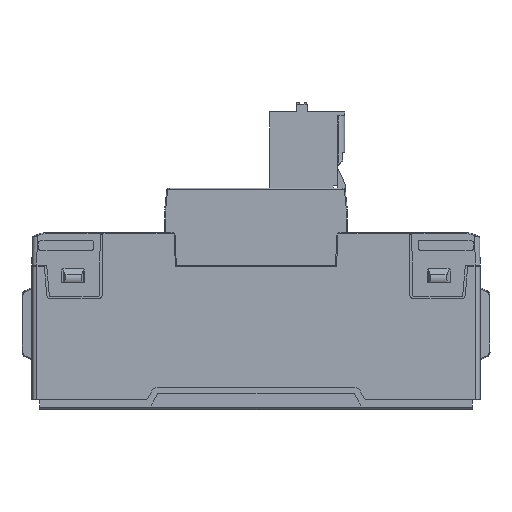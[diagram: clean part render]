
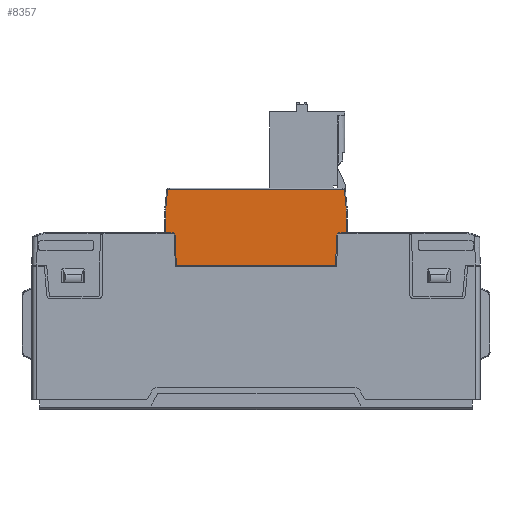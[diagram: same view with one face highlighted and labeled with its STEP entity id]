
A CAD part, left-side view. The second image highlights one B-rep face of the part: STEP entity #8357.
In plain terms, the highlighted free-form (B-spline) face has degree [1, 1] with [2, 2] control points.
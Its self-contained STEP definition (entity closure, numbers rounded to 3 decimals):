
#5731=CARTESIAN_POINT('',(-8.9,-16.643,35.58));
#5732=VERTEX_POINT('',#5731);
#5765=CARTESIAN_POINT('',(-8.9,-18.15,35.58));
#5766=VERTEX_POINT('',#5765);
#5774=CARTESIAN_POINT('',(-8.9,-16.643,35.58));
#5775=DIRECTION('',(0.,-1.0,0.0));
#5776=VECTOR('',#5775,1.507);
#5777=LINE('',#5774,#5776);
#5778=EDGE_CURVE('',#5732,#5766,#5777,.T.);
#5879=CARTESIAN_POINT('',(-8.9,16.657,35.58));
#5880=VERTEX_POINT('',#5879);
#5887=CARTESIAN_POINT('',(-8.9,18.15,35.58));
#5888=VERTEX_POINT('',#5887);
#5889=CARTESIAN_POINT('',(-8.9,18.15,35.58));
#5890=DIRECTION('',(0.,-1.0,0.0));
#5891=VECTOR('',#5890,1.493);
#5892=LINE('',#5889,#5891);
#5893=EDGE_CURVE('',#5888,#5880,#5892,.T.);
#6505=CARTESIAN_POINT('',(-8.9,-18.101,40.556));
#6506=VERTEX_POINT('',#6505);
#6507=CARTESIAN_POINT('',(-8.9,-18.15,39.581));
#6508=VERTEX_POINT('',#6507);
#6509=CARTESIAN_POINT('',(-8.9,-8.35,39.581));
#6510=DIRECTION('',(1.0,0.,0.));
#6511=DIRECTION('',(0.,-0.999,0.05));
#6512=AXIS2_PLACEMENT_3D('',#6509,#6510,#6511);
#6513=CIRCLE('',#6512,9.8);
#6514=EDGE_CURVE('',#6506,#6508,#6513,.T.);
#6539=CARTESIAN_POINT('',(-8.9,-18.15,39.581));
#6540=DIRECTION('',(0.,0.,-1.0));
#6541=VECTOR('',#6540,4.001);
#6542=LINE('',#6539,#6541);
#6543=EDGE_CURVE('',#6508,#5766,#6542,.T.);
#6561=CARTESIAN_POINT('',(-8.9,18.15,39.581));
#6562=VERTEX_POINT('',#6561);
#6563=CARTESIAN_POINT('',(-8.9,18.15,35.58));
#6564=DIRECTION('',(0.0,0.0,1.0));
#6565=VECTOR('',#6564,4.001);
#6566=LINE('',#6563,#6565);
#6567=EDGE_CURVE('',#5888,#6562,#6566,.T.);
#6596=CARTESIAN_POINT('',(-8.9,18.101,40.556));
#6597=VERTEX_POINT('',#6596);
#6598=CARTESIAN_POINT('',(-8.9,8.35,39.581));
#6599=DIRECTION('',(1.,0.,0.));
#6600=DIRECTION('',(0.,0.999,0.05));
#6601=AXIS2_PLACEMENT_3D('',#6598,#6599,#6600);
#6602=CIRCLE('',#6601,9.8);
#6603=EDGE_CURVE('',#6562,#6597,#6602,.T.);
#6628=CARTESIAN_POINT('',(-8.9,-17.756,44.01));
#6629=VERTEX_POINT('',#6628);
#6637=CARTESIAN_POINT('',(-8.9,-17.756,44.01));
#6638=DIRECTION('',(0.0,-0.1,-0.995));
#6639=VECTOR('',#6638,3.471);
#6640=LINE('',#6637,#6639);
#6641=EDGE_CURVE('',#6629,#6506,#6640,.T.);
#6705=CARTESIAN_POINT('',(-8.9,17.756,44.01));
#6706=VERTEX_POINT('',#6705);
#6723=CARTESIAN_POINT('',(-8.9,18.101,40.556));
#6724=DIRECTION('',(0.0,-0.1,0.995));
#6725=VECTOR('',#6724,3.471);
#6726=LINE('',#6723,#6725);
#6727=EDGE_CURVE('',#6597,#6706,#6726,.T.);
#7083=CARTESIAN_POINT('',(-8.9,-17.458,44.28));
#7084=VERTEX_POINT('',#7083);
#7092=CARTESIAN_POINT('',(-8.9,-17.458,43.98));
#7093=DIRECTION('',(1.0,0.,0.));
#7094=DIRECTION('',(0.,-0.671,0.741));
#7095=AXIS2_PLACEMENT_3D('',#7092,#7093,#7094);
#7096=CIRCLE('',#7095,0.3);
#7097=EDGE_CURVE('',#7084,#6629,#7096,.T.);
#7158=CARTESIAN_POINT('',(-8.9,17.458,44.28));
#7159=VERTEX_POINT('',#7158);
#7175=CARTESIAN_POINT('',(-8.9,17.458,43.98));
#7176=DIRECTION('',(1.0,0.,0.));
#7177=DIRECTION('',(0.,0.671,0.741));
#7178=AXIS2_PLACEMENT_3D('',#7175,#7176,#7177);
#7179=CIRCLE('',#7178,0.3);
#7180=EDGE_CURVE('',#6706,#7159,#7179,.T.);
#7362=CARTESIAN_POINT('',(-8.9,17.458,44.28));
#7363=DIRECTION('',(0.0,-1.0,0.0));
#7364=VECTOR('',#7363,34.915);
#7365=LINE('',#7362,#7364);
#7366=EDGE_CURVE('',#7159,#7084,#7365,.T.);
#8215=CARTESIAN_POINT('',(-8.9,16.148,35.08));
#8216=VERTEX_POINT('',#8215);
#8223=CARTESIAN_POINT('',(-8.9,16.657,35.58));
#8224=DIRECTION('',(0.0,-0.713,-0.701));
#8225=VECTOR('',#8224,0.713);
#8226=LINE('',#8223,#8225);
#8227=EDGE_CURVE('',#5880,#8216,#8226,.T.);
#8308=CARTESIAN_POINT('',(-8.9,18.15,44.28));
#8309=CARTESIAN_POINT('',(-8.9,18.15,28.98));
#8310=CARTESIAN_POINT('',(-8.9,-18.15,44.28));
#8311=CARTESIAN_POINT('',(-8.9,-18.15,28.98));
#8312=B_SPLINE_SURFACE_WITH_KNOTS('',1,1,((#8308,#8310),(#8309,#8311)),.UNSPECIFIED.,.F.,.F.,.U.,(2,2),(2,2),(0.0,15.3),(0.0,36.3),.UNSPECIFIED.);
#8313=ORIENTED_EDGE('',*,*,#8227,.T.);
#8314=CARTESIAN_POINT('',(-8.9,16.041,28.98));
#8315=VERTEX_POINT('',#8314);
#8316=CARTESIAN_POINT('',(-8.9,16.148,35.08));
#8317=DIRECTION('',(0.0,-0.017,-1.));
#8318=VECTOR('',#8317,6.101);
#8319=LINE('',#8316,#8318);
#8320=EDGE_CURVE('',#8216,#8315,#8319,.T.);
#8321=ORIENTED_EDGE('',*,*,#8320,.T.);
#8322=CARTESIAN_POINT('',(-8.9,-16.028,28.98));
#8323=VERTEX_POINT('',#8322);
#8324=CARTESIAN_POINT('',(-8.9,16.041,28.98));
#8325=DIRECTION('',(0.,-1.0,0.));
#8326=VECTOR('',#8325,32.07);
#8327=LINE('',#8324,#8326);
#8328=EDGE_CURVE('',#8315,#8323,#8327,.T.);
#8329=ORIENTED_EDGE('',*,*,#8328,.T.);
#8330=CARTESIAN_POINT('',(-8.9,-16.135,35.08));
#8331=VERTEX_POINT('',#8330);
#8332=CARTESIAN_POINT('',(-8.9,-16.135,35.08));
#8333=DIRECTION('',(0.,0.017,-1.));
#8334=VECTOR('',#8333,6.101);
#8335=LINE('',#8332,#8334);
#8336=EDGE_CURVE('',#8331,#8323,#8335,.T.);
#8337=ORIENTED_EDGE('',*,*,#8336,.F.);
#8338=CARTESIAN_POINT('',(-8.9,-16.135,35.08));
#8339=DIRECTION('',(0.0,-0.713,0.701));
#8340=VECTOR('',#8339,0.713);
#8341=LINE('',#8338,#8340);
#8342=EDGE_CURVE('',#8331,#5732,#8341,.T.);
#8343=ORIENTED_EDGE('',*,*,#8342,.T.);
#8344=ORIENTED_EDGE('',*,*,#5778,.T.);
#8345=ORIENTED_EDGE('',*,*,#6543,.F.);
#8346=ORIENTED_EDGE('',*,*,#6514,.F.);
#8347=ORIENTED_EDGE('',*,*,#6641,.F.);
#8348=ORIENTED_EDGE('',*,*,#7097,.F.);
#8349=ORIENTED_EDGE('',*,*,#7366,.F.);
#8350=ORIENTED_EDGE('',*,*,#7180,.F.);
#8351=ORIENTED_EDGE('',*,*,#6727,.F.);
#8352=ORIENTED_EDGE('',*,*,#6603,.F.);
#8353=ORIENTED_EDGE('',*,*,#6567,.F.);
#8354=ORIENTED_EDGE('',*,*,#5893,.T.);
#8355=EDGE_LOOP('',(#8313,#8321,#8329,#8337,#8343,#8344,#8345,#8346,#8347,#8348,#8349,#8350,#8351,#8352,#8353,#8354));
#8356=FACE_OUTER_BOUND('',#8355,.T.);
#8357=ADVANCED_FACE('',(#8356),#8312,.T.);
